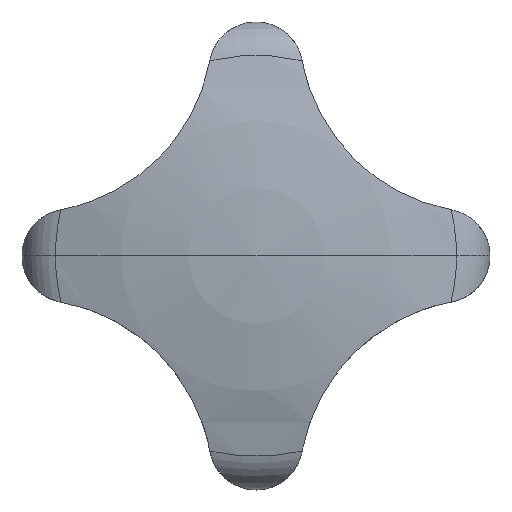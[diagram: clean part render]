
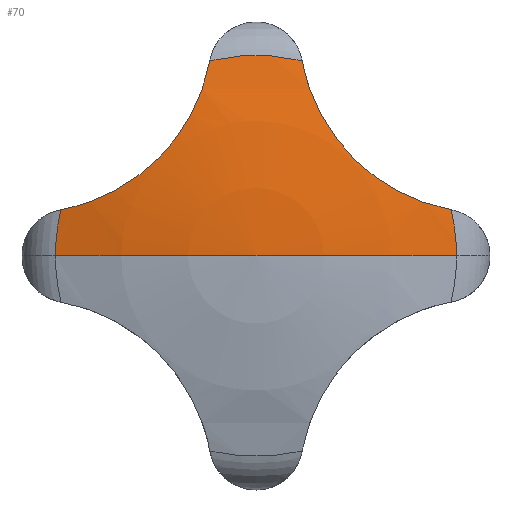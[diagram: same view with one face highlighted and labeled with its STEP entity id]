
A CAD part, top view. The second image highlights one B-rep face of the part: STEP entity #70.
In plain terms, the highlighted spherical face has radius 30 mm.
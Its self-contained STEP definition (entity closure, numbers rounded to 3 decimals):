
#70=ADVANCED_FACE('',(#178),#179,.T.);
#178=FACE_OUTER_BOUND('',#322,.T.);
#179=SPHERICAL_SURFACE('',#323,30.0);
#322=EDGE_LOOP('',(#460,#461,#462,#463,#464,#465,#466,#467,#468));
#323=AXIS2_PLACEMENT_3D('',#469,#470,#471);
#460=ORIENTED_EDGE('',*,*,#873,.T.);
#461=ORIENTED_EDGE('',*,*,#874,.T.);
#462=ORIENTED_EDGE('',*,*,#875,.F.);
#463=ORIENTED_EDGE('',*,*,#876,.T.);
#464=ORIENTED_EDGE('',*,*,#877,.T.);
#465=ORIENTED_EDGE('',*,*,#878,.F.);
#466=ORIENTED_EDGE('',*,*,#879,.T.);
#467=ORIENTED_EDGE('',*,*,#880,.T.);
#468=ORIENTED_EDGE('',*,*,#881,.F.);
#469=CARTESIAN_POINT('',(0.,0.,-17.0));
#470=DIRECTION('',(0.0,0.0,-1.0));
#471=DIRECTION('',(1.0,0.,0.0));
#873=EDGE_CURVE('',#1035,#1036,#1037,.T.);
#874=EDGE_CURVE('',#1036,#1038,#1039,.T.);
#875=EDGE_CURVE('',#1040,#1038,#1041,.T.);
#876=EDGE_CURVE('',#1040,#1042,#1043,.T.);
#877=EDGE_CURVE('',#1042,#1044,#1045,.T.);
#878=EDGE_CURVE('',#1046,#1044,#1047,.T.);
#879=EDGE_CURVE('',#1046,#1048,#1049,.T.);
#880=EDGE_CURVE('',#1048,#1050,#1051,.T.);
#881=EDGE_CURVE('',#1035,#1050,#1052,.T.);
#1035=VERTEX_POINT('',#1271);
#1036=VERTEX_POINT('',#1272);
#1037=CIRCLE('',#1273,30.0);
#1038=VERTEX_POINT('',#1274);
#1039=CIRCLE('',#1275,30.0);
#1040=VERTEX_POINT('',#1276);
#1041=CIRCLE('',#1277,8.571);
#1042=VERTEX_POINT('',#1278);
#1043=B_SPLINE_CURVE_WITH_KNOTS('',3,(#1279,#1280,#1281,#1282,#1283,#1284,#1285,#1286,#1287,#1288,#1289,#1290,#1291,#1292,#1293,#1294,#1295,#1296),.UNSPECIFIED.,.F.,.F.,(4,2,2,2,2,2,2,2,4),(16.173,17.225,18.411,19.598,20.784,21.97,23.157,24.343,25.396),.UNSPECIFIED.);
#1044=VERTEX_POINT('',#1297);
#1045=B_SPLINE_CURVE_WITH_KNOTS('',3,(#1298,#1299,#1300,#1301,#1302,#1303,#1304,#1305,#1306,#1307,#1308,#1309,#1310,#1311,#1312,#1313,#1314,#1315),.UNSPECIFIED.,.F.,.F.,(4,2,2,2,2,2,2,2,4),(16.173,17.225,18.411,19.598,20.784,21.97,23.157,24.343,25.396),.UNSPECIFIED.);
#1046=VERTEX_POINT('',#1316);
#1047=CIRCLE('',#1317,8.571);
#1048=VERTEX_POINT('',#1318);
#1049=B_SPLINE_CURVE_WITH_KNOTS('',3,(#1319,#1320,#1321,#1322,#1323,#1324,#1325,#1326,#1327,#1328,#1329,#1330,#1331,#1332,#1333,#1334,#1335,#1336),.UNSPECIFIED.,.F.,.F.,(4,2,2,2,2,2,2,2,4),(16.173,17.225,18.411,19.598,20.784,21.97,23.157,24.343,25.396),.UNSPECIFIED.);
#1050=VERTEX_POINT('',#1337);
#1051=B_SPLINE_CURVE_WITH_KNOTS('',3,(#1338,#1339,#1340,#1341,#1342,#1343,#1344,#1345,#1346,#1347,#1348,#1349,#1350,#1351,#1352,#1353,#1354,#1355),.UNSPECIFIED.,.F.,.F.,(4,2,2,2,2,2,2,2,4),(16.173,17.225,18.411,19.598,20.784,21.97,23.157,24.343,25.396),.UNSPECIFIED.);
#1052=CIRCLE('',#1356,8.571);
#1271=CARTESIAN_POINT('',(-8.571,0.,11.749));
#1272=CARTESIAN_POINT('',(0.,0.,13.0));
#1273=AXIS2_PLACEMENT_3D('',#2018,#2019,#2020);
#1274=CARTESIAN_POINT('',(8.571,0.,11.749));
#1275=AXIS2_PLACEMENT_3D('',#2021,#2022,#2023);
#1276=CARTESIAN_POINT('',(8.342,1.971,11.749));
#1277=AXIS2_PLACEMENT_3D('',#2024,#2025,#2026);
#1278=CARTESIAN_POINT('',(4.174,4.174,12.413));
#1279=CARTESIAN_POINT('',(8.342,1.971,11.749));
#1280=CARTESIAN_POINT('',(8.006,2.034,11.842));
#1281=CARTESIAN_POINT('',(7.662,2.122,11.93));
#1282=CARTESIAN_POINT('',(6.929,2.364,12.096));
#1283=CARTESIAN_POINT('',(6.542,2.526,12.172));
#1284=CARTESIAN_POINT('',(5.796,2.91,12.294));
#1285=CARTESIAN_POINT('',(5.436,3.133,12.339));
#1286=CARTESIAN_POINT('',(4.765,3.625,12.399));
#1287=CARTESIAN_POINT('',(4.454,3.894,12.413));
#1288=CARTESIAN_POINT('',(3.894,4.454,12.413));
#1289=CARTESIAN_POINT('',(3.625,4.765,12.399));
#1290=CARTESIAN_POINT('',(3.133,5.436,12.339));
#1291=CARTESIAN_POINT('',(2.91,5.796,12.294));
#1292=CARTESIAN_POINT('',(2.526,6.542,12.172));
#1293=CARTESIAN_POINT('',(2.364,6.929,12.096));
#1294=CARTESIAN_POINT('',(2.122,7.662,11.93));
#1295=CARTESIAN_POINT('',(2.034,8.006,11.842));
#1296=CARTESIAN_POINT('',(1.971,8.342,11.749));
#1297=CARTESIAN_POINT('',(1.971,8.342,11.749));
#1298=CARTESIAN_POINT('',(8.342,1.971,11.749));
#1299=CARTESIAN_POINT('',(8.006,2.034,11.842));
#1300=CARTESIAN_POINT('',(7.662,2.122,11.93));
#1301=CARTESIAN_POINT('',(6.929,2.364,12.096));
#1302=CARTESIAN_POINT('',(6.542,2.526,12.172));
#1303=CARTESIAN_POINT('',(5.796,2.91,12.294));
#1304=CARTESIAN_POINT('',(5.436,3.133,12.339));
#1305=CARTESIAN_POINT('',(4.765,3.625,12.399));
#1306=CARTESIAN_POINT('',(4.454,3.894,12.413));
#1307=CARTESIAN_POINT('',(3.894,4.454,12.413));
#1308=CARTESIAN_POINT('',(3.625,4.765,12.399));
#1309=CARTESIAN_POINT('',(3.133,5.436,12.339));
#1310=CARTESIAN_POINT('',(2.91,5.796,12.294));
#1311=CARTESIAN_POINT('',(2.526,6.542,12.172));
#1312=CARTESIAN_POINT('',(2.364,6.929,12.096));
#1313=CARTESIAN_POINT('',(2.122,7.662,11.93));
#1314=CARTESIAN_POINT('',(2.034,8.006,11.842));
#1315=CARTESIAN_POINT('',(1.971,8.342,11.749));
#1316=CARTESIAN_POINT('',(-1.971,8.342,11.749));
#1317=AXIS2_PLACEMENT_3D('',#2027,#2028,#2029);
#1318=CARTESIAN_POINT('',(-4.174,4.174,12.413));
#1319=CARTESIAN_POINT('',(-1.971,8.342,11.749));
#1320=CARTESIAN_POINT('',(-2.034,8.006,11.842));
#1321=CARTESIAN_POINT('',(-2.122,7.662,11.93));
#1322=CARTESIAN_POINT('',(-2.364,6.929,12.096));
#1323=CARTESIAN_POINT('',(-2.526,6.542,12.172));
#1324=CARTESIAN_POINT('',(-2.91,5.796,12.294));
#1325=CARTESIAN_POINT('',(-3.133,5.436,12.339));
#1326=CARTESIAN_POINT('',(-3.625,4.765,12.399));
#1327=CARTESIAN_POINT('',(-3.894,4.454,12.413));
#1328=CARTESIAN_POINT('',(-4.454,3.894,12.413));
#1329=CARTESIAN_POINT('',(-4.765,3.625,12.399));
#1330=CARTESIAN_POINT('',(-5.436,3.133,12.339));
#1331=CARTESIAN_POINT('',(-5.796,2.91,12.294));
#1332=CARTESIAN_POINT('',(-6.542,2.526,12.172));
#1333=CARTESIAN_POINT('',(-6.929,2.364,12.096));
#1334=CARTESIAN_POINT('',(-7.662,2.122,11.93));
#1335=CARTESIAN_POINT('',(-8.006,2.034,11.842));
#1336=CARTESIAN_POINT('',(-8.342,1.971,11.749));
#1337=CARTESIAN_POINT('',(-8.342,1.971,11.749));
#1338=CARTESIAN_POINT('',(-1.971,8.342,11.749));
#1339=CARTESIAN_POINT('',(-2.034,8.006,11.842));
#1340=CARTESIAN_POINT('',(-2.122,7.662,11.93));
#1341=CARTESIAN_POINT('',(-2.364,6.929,12.096));
#1342=CARTESIAN_POINT('',(-2.526,6.542,12.172));
#1343=CARTESIAN_POINT('',(-2.91,5.796,12.294));
#1344=CARTESIAN_POINT('',(-3.133,5.436,12.339));
#1345=CARTESIAN_POINT('',(-3.625,4.765,12.399));
#1346=CARTESIAN_POINT('',(-3.894,4.454,12.413));
#1347=CARTESIAN_POINT('',(-4.454,3.894,12.413));
#1348=CARTESIAN_POINT('',(-4.765,3.625,12.399));
#1349=CARTESIAN_POINT('',(-5.436,3.133,12.339));
#1350=CARTESIAN_POINT('',(-5.796,2.91,12.294));
#1351=CARTESIAN_POINT('',(-6.542,2.526,12.172));
#1352=CARTESIAN_POINT('',(-6.929,2.364,12.096));
#1353=CARTESIAN_POINT('',(-7.662,2.122,11.93));
#1354=CARTESIAN_POINT('',(-8.006,2.034,11.842));
#1355=CARTESIAN_POINT('',(-8.342,1.971,11.749));
#1356=AXIS2_PLACEMENT_3D('',#2030,#2031,#2032);
#2018=CARTESIAN_POINT('',(0.,0.,-17.0));
#2019=DIRECTION('',(0.,1.0,0.0));
#2020=DIRECTION('',(0.0,0.0,-1.0));
#2021=CARTESIAN_POINT('',(0.,0.,-17.0));
#2022=DIRECTION('',(0.,1.0,0.0));
#2023=DIRECTION('',(0.0,0.0,-1.0));
#2024=CARTESIAN_POINT('',(0.0,0.,11.749));
#2025=DIRECTION('',(0.0,0.0,-1.0));
#2026=DIRECTION('',(1.0,0.,0.0));
#2027=CARTESIAN_POINT('',(0.0,0.,11.749));
#2028=DIRECTION('',(0.0,0.0,-1.0));
#2029=DIRECTION('',(1.0,0.,0.0));
#2030=CARTESIAN_POINT('',(0.0,0.,11.749));
#2031=DIRECTION('',(0.0,0.0,-1.0));
#2032=DIRECTION('',(1.0,0.,0.0));
